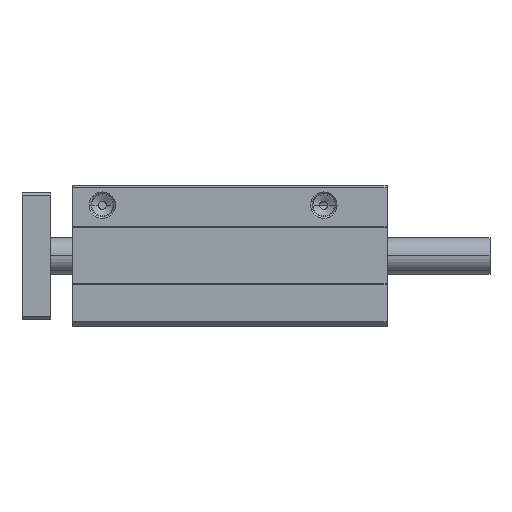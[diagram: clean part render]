
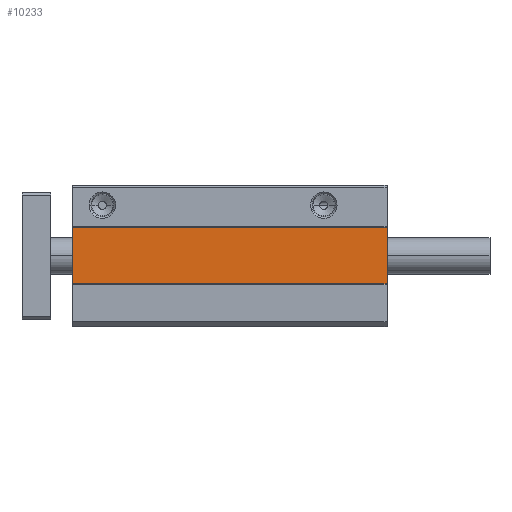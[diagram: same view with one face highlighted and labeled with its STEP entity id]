
A CAD part, top view. The second image highlights one B-rep face of the part: STEP entity #10233.
In plain terms, the highlighted planar face has unit normal (0, 0, 1).
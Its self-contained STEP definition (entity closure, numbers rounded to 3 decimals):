
#571 = VERTEX_POINT ( 'NONE', #13034 ) ;
#637 = EDGE_CURVE ( 'NONE', #4905, #10278, #11977, .T. ) ;
#654 = EDGE_CURVE ( 'NONE', #4905, #3381, #4085, .T. ) ;
#701 = DIRECTION ( 'NONE',  ( 1., 0., 0. ) ) ;
#1092 = CARTESIAN_POINT ( 'NONE',  ( 174., -15.5, 80.4 ) ) ;
#1151 = EDGE_LOOP ( 'NONE', ( #10754, #2599, #10647, #6429 ) ) ;
#1236 = CARTESIAN_POINT ( 'NONE',  ( 0., -15.5, 80.4 ) ) ;
#1911 = CARTESIAN_POINT ( 'NONE',  ( 0., -15.5, 80.4 ) ) ;
#2374 = CARTESIAN_POINT ( 'NONE',  ( 0., -15.5, 80.4 ) ) ;
#2429 = LINE ( 'NONE', #1236, #5392 ) ;
#2599 = ORIENTED_EDGE ( 'NONE', *, *, #637, .F. ) ;
#2893 = CARTESIAN_POINT ( 'NONE',  ( 0., -15.5, 80.4 ) ) ;
#2936 = EDGE_CURVE ( 'NONE', #571, #10278, #2429, .T. ) ;
#2964 = LINE ( 'NONE', #12912, #9703 ) ;
#3381 = VERTEX_POINT ( 'NONE', #3791 ) ;
#3791 = CARTESIAN_POINT ( 'NONE',  ( 174., 15.5, 80.4 ) ) ;
#4085 = LINE ( 'NONE', #1092, #11033 ) ;
#4507 = DIRECTION ( 'NONE',  ( 0., 0., 1. ) ) ;
#4688 = DIRECTION ( 'NONE',  ( -1., 0., 0. ) ) ;
#4905 = VERTEX_POINT ( 'NONE', #9000 ) ;
#4920 = EDGE_CURVE ( 'NONE', #571, #3381, #2964, .T. ) ;
#5392 = VECTOR ( 'NONE', #5490, 1000. ) ;
#5490 = DIRECTION ( 'NONE',  ( 0., -1., 0. ) ) ;
#5964 = VECTOR ( 'NONE', #4688, 1000. ) ;
#6429 = ORIENTED_EDGE ( 'NONE', *, *, #4920, .F. ) ;
#7075 = DIRECTION ( 'NONE',  ( 0., 1., 0. ) ) ;
#8556 = FACE_OUTER_BOUND ( 'NONE', #1151, .T. ) ;
#9000 = CARTESIAN_POINT ( 'NONE',  ( 174., -15.5, 80.4 ) ) ;
#9545 = PLANE ( 'NONE',  #12876 ) ;
#9703 = VECTOR ( 'NONE', #701, 1000. ) ;
#10233 = ADVANCED_FACE ( 'NONE', ( #8556 ), #9545, .T. ) ;
#10278 = VERTEX_POINT ( 'NONE', #1911 ) ;
#10647 = ORIENTED_EDGE ( 'NONE', *, *, #654, .T. ) ;
#10754 = ORIENTED_EDGE ( 'NONE', *, *, #2936, .T. ) ;
#11033 = VECTOR ( 'NONE', #7075, 1000. ) ;
#11977 = LINE ( 'NONE', #2893, #5964 ) ;
#12598 = DIRECTION ( 'NONE',  ( 1., 0., 0. ) ) ;
#12876 = AXIS2_PLACEMENT_3D ( 'NONE', #2374, #4507, #12598 ) ;
#12912 = CARTESIAN_POINT ( 'NONE',  ( 0., 15.5, 80.4 ) ) ;
#13034 = CARTESIAN_POINT ( 'NONE',  ( 0., 15.5, 80.4 ) ) ;
